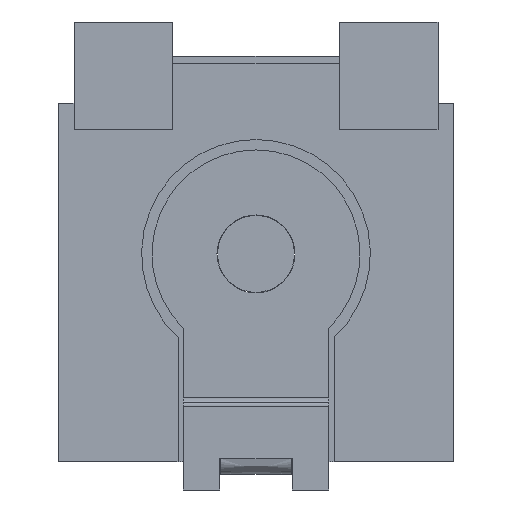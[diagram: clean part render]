
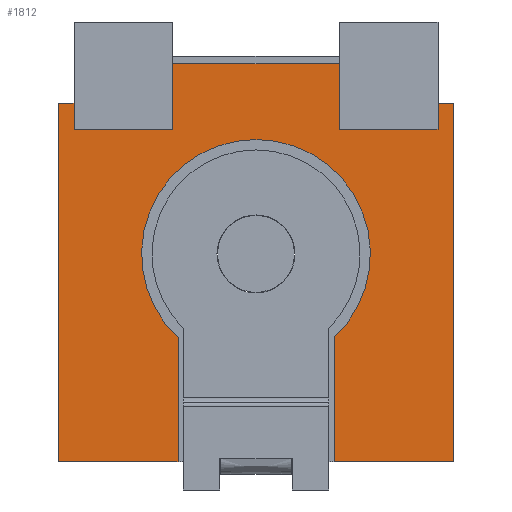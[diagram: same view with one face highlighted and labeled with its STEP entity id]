
A CAD part, front view. The second image highlights one B-rep face of the part: STEP entity #1812.
In plain terms, the highlighted free-form (B-spline) face has degree [1, 1] with [2, 2] control points.
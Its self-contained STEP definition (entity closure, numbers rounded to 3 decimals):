
#110=DIRECTION('',(0.,1.,0.));
#111=VECTOR('',#110,0.25);
#112=CARTESIAN_POINT('',(-1.75,-1.45,0.));
#113=LINE('',#112,#111);
#114=DIRECTION('',(1.,0.,0.));
#115=VECTOR('',#114,0.95);
#116=CARTESIAN_POINT('',(-1.75,-1.2,0.));
#117=LINE('',#116,#115);
#118=DIRECTION('',(0.,1.,0.));
#119=VECTOR('',#118,0.63);
#120=CARTESIAN_POINT('',(-0.8,-1.83,0.));
#121=LINE('',#120,#119);
#122=DIRECTION('',(-1.,0.,0.));
#123=VECTOR('',#122,1.6);
#124=CARTESIAN_POINT('',(0.8,-1.83,0.));
#125=LINE('',#124,#123);
#126=DIRECTION('',(0.,1.,0.));
#127=VECTOR('',#126,0.63);
#128=CARTESIAN_POINT('',(0.8,-1.83,0.));
#129=LINE('',#128,#127);
#130=DIRECTION('',(1.,0.,0.));
#131=VECTOR('',#130,0.95);
#132=CARTESIAN_POINT('',(0.8,-1.2,0.));
#133=LINE('',#132,#131);
#134=DIRECTION('',(0.,1.,0.));
#135=VECTOR('',#134,0.25);
#136=CARTESIAN_POINT('',(1.75,-1.45,0.));
#137=LINE('',#136,#135);
#138=DIRECTION('',(-1.,0.,0.));
#139=VECTOR('',#138,0.15);
#140=CARTESIAN_POINT('',(1.9,-1.45,0.));
#141=LINE('',#140,#139);
#142=DIRECTION('',(0.,1.,0.));
#143=VECTOR('',#142,3.45);
#144=CARTESIAN_POINT('',(1.9,-1.45,0.));
#145=LINE('',#144,#143);
#146=DIRECTION('',(-1.,0.,0.));
#147=VECTOR('',#146,1.15);
#148=CARTESIAN_POINT('',(1.9,2.,0.));
#149=LINE('',#148,#147);
#150=DIRECTION('',(0.,-1.,0.));
#151=VECTOR('',#150,1.195);
#152=CARTESIAN_POINT('',(0.75,2.,0.));
#153=LINE('',#152,#151);
#154=CARTESIAN_POINT('',(0.,0.,0.));
#155=DIRECTION('',(0.,0.,-1.));
#156=DIRECTION('',(0.682,0.732,0.));
#157=AXIS2_PLACEMENT_3D('',#154,#155,#156);
#159=DIRECTION('',(0.,-1.,0.));
#160=VECTOR('',#159,1.195);
#161=CARTESIAN_POINT('',(-0.75,2.,0.));
#162=LINE('',#161,#160);
#163=DIRECTION('',(-1.,0.,0.));
#164=VECTOR('',#163,1.15);
#165=CARTESIAN_POINT('',(-0.75,2.,0.));
#166=LINE('',#165,#164);
#167=DIRECTION('',(0.,-1.,0.));
#168=VECTOR('',#167,3.45);
#169=CARTESIAN_POINT('',(-1.9,2.,0.));
#170=LINE('',#169,#168);
#171=DIRECTION('',(1.,0.,0.));
#172=VECTOR('',#171,0.15);
#173=CARTESIAN_POINT('',(-1.9,-1.45,0.));
#174=LINE('',#173,#172);
#1313=CARTESIAN_POINT('',(-1.9,2.,0.));
#1314=VERTEX_POINT('',#1313);
#1315=CARTESIAN_POINT('',(1.9,2.,0.));
#1316=VERTEX_POINT('',#1315);
#1321=CARTESIAN_POINT('',(0.75,2.,0.));
#1322=VERTEX_POINT('',#1321);
#1323=CARTESIAN_POINT('',(-0.75,2.,0.));
#1324=VERTEX_POINT('',#1323);
#1325=CARTESIAN_POINT('',(-1.9,-1.45,0.));
#1327=VERTEX_POINT('',#1325);
#1329=CARTESIAN_POINT('',(1.9,-1.45,0.));
#1331=VERTEX_POINT('',#1329);
#1337=CARTESIAN_POINT('',(0.75,0.805,0.));
#1338=VERTEX_POINT('',#1337);
#1339=CARTESIAN_POINT('',(-0.75,0.805,0.));
#1340=VERTEX_POINT('',#1339);
#1457=CARTESIAN_POINT('',(-1.75,-1.45,0.));
#1458=CARTESIAN_POINT('',(-1.75,-1.2,0.));
#1459=VERTEX_POINT('',#1457);
#1460=VERTEX_POINT('',#1458);
#1461=CARTESIAN_POINT('',(1.75,-1.45,0.));
#1462=CARTESIAN_POINT('',(1.75,-1.2,0.));
#1463=VERTEX_POINT('',#1461);
#1464=VERTEX_POINT('',#1462);
#1465=CARTESIAN_POINT('',(-0.8,-1.2,0.));
#1466=VERTEX_POINT('',#1465);
#1467=CARTESIAN_POINT('',(0.8,-1.2,0.));
#1468=VERTEX_POINT('',#1467);
#1469=CARTESIAN_POINT('',(0.8,-1.83,0.));
#1470=VERTEX_POINT('',#1469);
#1471=CARTESIAN_POINT('',(-0.8,-1.83,0.));
#1472=VERTEX_POINT('',#1471);
#1775=CARTESIAN_POINT('',(-1.976,-1.907,0.));
#1776=CARTESIAN_POINT('',(-1.976,2.077,0.));
#1777=CARTESIAN_POINT('',(1.976,-1.907,0.));
#1778=CARTESIAN_POINT('',(1.976,2.077,0.));
#1779=B_SPLINE_SURFACE_WITH_KNOTS('',1,1,((#1775,#1776),(#1777,#1778)),
.UNSPECIFIED.,.F.,.F.,.F.,(2,2),(2,2),(-1.976,1.976),(-1.907,2.077),
.UNSPECIFIED.);
#1780=ORIENTED_EDGE('',*,*,#1756,.T.);
#1782=ORIENTED_EDGE('',*,*,#1781,.T.);
#1784=ORIENTED_EDGE('',*,*,#1783,.F.);
#1786=ORIENTED_EDGE('',*,*,#1785,.F.);
#1788=ORIENTED_EDGE('',*,*,#1787,.T.);
#1790=ORIENTED_EDGE('',*,*,#1789,.T.);
#1792=ORIENTED_EDGE('',*,*,#1791,.F.);
#1794=ORIENTED_EDGE('',*,*,#1793,.F.);
#1796=ORIENTED_EDGE('',*,*,#1795,.T.);
#1798=ORIENTED_EDGE('',*,*,#1797,.T.);
#1800=ORIENTED_EDGE('',*,*,#1799,.T.);
#1802=ORIENTED_EDGE('',*,*,#1801,.T.);
#1804=ORIENTED_EDGE('',*,*,#1803,.F.);
#1806=ORIENTED_EDGE('',*,*,#1805,.T.);
#1808=ORIENTED_EDGE('',*,*,#1807,.T.);
#1809=ORIENTED_EDGE('',*,*,#1766,.T.);
#1810=EDGE_LOOP('',(#1780,#1782,#1784,#1786,#1788,#1790,#1792,#1794,#1796,#1798,
#1800,#1802,#1804,#1806,#1808,#1809));
#1811=FACE_OUTER_BOUND('',#1810,.F.);
#1812=ADVANCED_FACE('',(#1811),#1779,.F.);
#158=CIRCLE('',#157,1.1);
#1756=EDGE_CURVE('',#1459,#1460,#113,.T.);
#1766=EDGE_CURVE('',#1327,#1459,#174,.T.);
#1781=EDGE_CURVE('',#1460,#1466,#117,.T.);
#1783=EDGE_CURVE('',#1472,#1466,#121,.T.);
#1785=EDGE_CURVE('',#1470,#1472,#125,.T.);
#1787=EDGE_CURVE('',#1470,#1468,#129,.T.);
#1789=EDGE_CURVE('',#1468,#1464,#133,.T.);
#1791=EDGE_CURVE('',#1463,#1464,#137,.T.);
#1793=EDGE_CURVE('',#1331,#1463,#141,.T.);
#1795=EDGE_CURVE('',#1331,#1316,#145,.T.);
#1797=EDGE_CURVE('',#1316,#1322,#149,.T.);
#1799=EDGE_CURVE('',#1322,#1338,#153,.T.);
#1801=EDGE_CURVE('',#1338,#1340,#158,.T.);
#1803=EDGE_CURVE('',#1324,#1340,#162,.T.);
#1805=EDGE_CURVE('',#1324,#1314,#166,.T.);
#1807=EDGE_CURVE('',#1314,#1327,#170,.T.);
